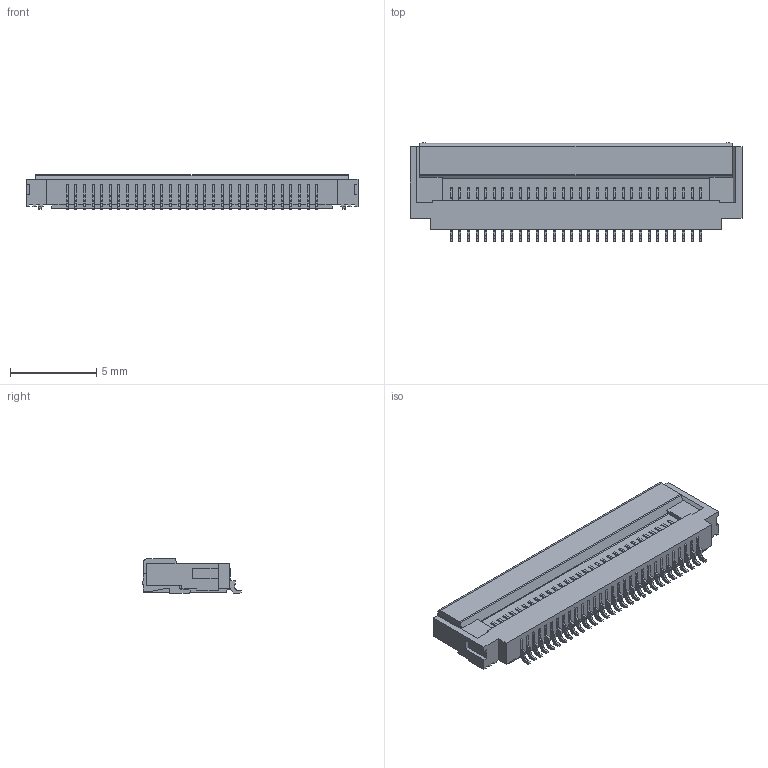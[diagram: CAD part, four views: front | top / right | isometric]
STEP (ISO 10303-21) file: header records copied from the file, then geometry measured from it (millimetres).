
FILE_DESCRIPTION(('Creo Elements/Direct Modeling STEP Export'),'2;1');
FILE_NAME('TF31-30S-0.5SH.stp','2017-11-27T15:18:00',(''),(''),'PTC Creo Elements/Direct Modeling STEP processor for AP214 (Solid Model)','PTC Creo Elements/Direct Modeling 19.0C 15-Aug-2015 (C) Parametric Technology GmbH','');
FILE_SCHEMA(('AUTOMOTIVE_DESIGN { 1 0 10303 214 1 1 1 1 }'));
Length unit declared in the file: millimetre
Products named in the file (3): TF31-30S-0_5SH-300930.PRT; TF31-30S-0_5SH-301260.ASM; TF31-30S-0_5SH.stp
Assembly tree (2 placements, depth 3):
  TF31-30S-0_5SH.stp
    TF31-30S-0_5SH-301260.ASM
      TF31-30S-0_5SH-300930.PRT
Bounding box: 19.3 x 5.75 x 2 mm (x, y, z)
Volume: 127.1 mm3; surface area: 466.4 mm2
Topology: 1 solids, 1 shells, 896 faces, 2680 edges, 1786 vertices
Faces by surface type: plane 726, cylinder 170
Entity records: 30156 total; most frequent: CARTESIAN_POINT 5875, ORIENTED_EDGE 5360, DIRECTION 4638, EDGE_CURVE 2680, VECTOR 2340, LINE 2340, VERTEX_POINT 1786, AXIS2_PLACEMENT_3D 1149
